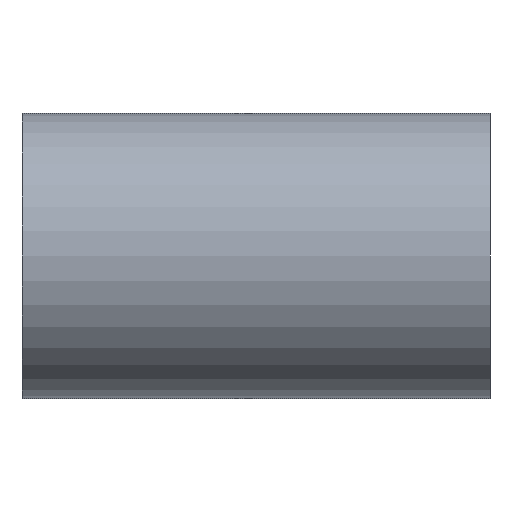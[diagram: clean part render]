
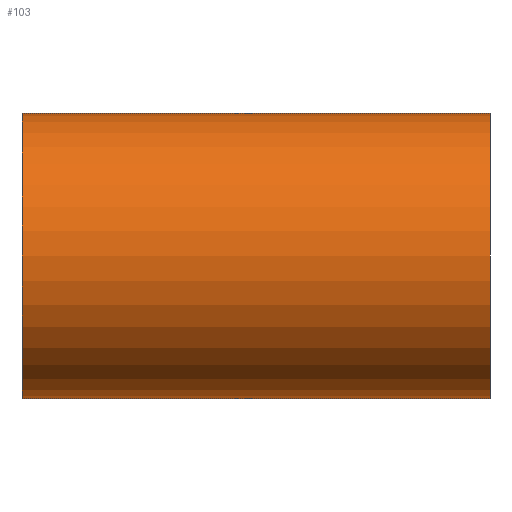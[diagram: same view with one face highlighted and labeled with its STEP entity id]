
A CAD part, front view. The second image highlights one B-rep face of the part: STEP entity #103.
In plain terms, the highlighted cylindrical face has radius 33.5 mm (diameter 67 mm), a partial arc.
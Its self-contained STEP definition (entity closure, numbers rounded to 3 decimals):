
#2 = DIRECTION ( 'NONE',  ( -1., 0., 0. ) ) ;
#3 = DIRECTION ( 'NONE',  ( 0., 0., 1. ) ) ;
#7 = AXIS2_PLACEMENT_3D ( 'NONE', #178, #2, #314 ) ;
#36 = FACE_OUTER_BOUND ( 'NONE', #352, .T. ) ;
#39 = CARTESIAN_POINT ( 'NONE',  ( -17.478, 0., 33.5 ) ) ;
#49 = VECTOR ( 'NONE', #202, 1000. ) ;
#50 = DIRECTION ( 'NONE',  ( -1., 0., 0. ) ) ;
#54 = DIRECTION ( 'NONE',  ( -1., 0., 0. ) ) ;
#62 = CARTESIAN_POINT ( 'NONE',  ( 55., 0., 33.5 ) ) ;
#77 = AXIS2_PLACEMENT_3D ( 'NONE', #154, #288, #3 ) ;
#97 = ORIENTED_EDGE ( 'NONE', *, *, #281, .F. ) ;
#99 = EDGE_CURVE ( 'NONE', #223, #155, #130, .T. ) ;
#103 = ADVANCED_FACE ( 'NONE', ( #36 ), #354, .T. ) ;
#104 = VECTOR ( 'NONE', #50, 1000. ) ;
#107 = ORIENTED_EDGE ( 'NONE', *, *, #99, .F. ) ;
#117 = CARTESIAN_POINT ( 'NONE',  ( -55., 0., 33.5 ) ) ;
#125 = CIRCLE ( 'NONE', #77, 33.5 ) ;
#130 = LINE ( 'NONE', #193, #104 ) ;
#152 = VERTEX_POINT ( 'NONE', #117 ) ;
#154 = CARTESIAN_POINT ( 'NONE',  ( -55., 0., 0. ) ) ;
#155 = VERTEX_POINT ( 'NONE', #326 ) ;
#165 = CIRCLE ( 'NONE', #7, 33.5 ) ;
#176 = EDGE_CURVE ( 'NONE', #287, #152, #308, .T. ) ;
#178 = CARTESIAN_POINT ( 'NONE',  ( 55., 0., 0. ) ) ;
#193 = CARTESIAN_POINT ( 'NONE',  ( -17.478, 0., -33.5 ) ) ;
#198 = AXIS2_PLACEMENT_3D ( 'NONE', #298, #54, #357 ) ;
#202 = DIRECTION ( 'NONE',  ( -1., 0., 0. ) ) ;
#222 = CARTESIAN_POINT ( 'NONE',  ( 55., 0., -33.5 ) ) ;
#223 = VERTEX_POINT ( 'NONE', #222 ) ;
#243 = EDGE_CURVE ( 'NONE', #223, #287, #165, .T. ) ;
#248 = ORIENTED_EDGE ( 'NONE', *, *, #243, .T. ) ;
#281 = EDGE_CURVE ( 'NONE', #155, #152, #125, .T. ) ;
#287 = VERTEX_POINT ( 'NONE', #62 ) ;
#288 = DIRECTION ( 'NONE',  ( -1., 0., 0. ) ) ;
#298 = CARTESIAN_POINT ( 'NONE',  ( -17.478, 0., 0. ) ) ;
#308 = LINE ( 'NONE', #39, #49 ) ;
#314 = DIRECTION ( 'NONE',  ( 0., 0., 1. ) ) ;
#326 = CARTESIAN_POINT ( 'NONE',  ( -55., 0., -33.5 ) ) ;
#351 = ORIENTED_EDGE ( 'NONE', *, *, #176, .T. ) ;
#352 = EDGE_LOOP ( 'NONE', ( #107, #248, #351, #97 ) ) ;
#354 = CYLINDRICAL_SURFACE ( 'NONE', #198, 33.5 ) ;
#357 = DIRECTION ( 'NONE',  ( 0., 0., 1. ) ) ;
